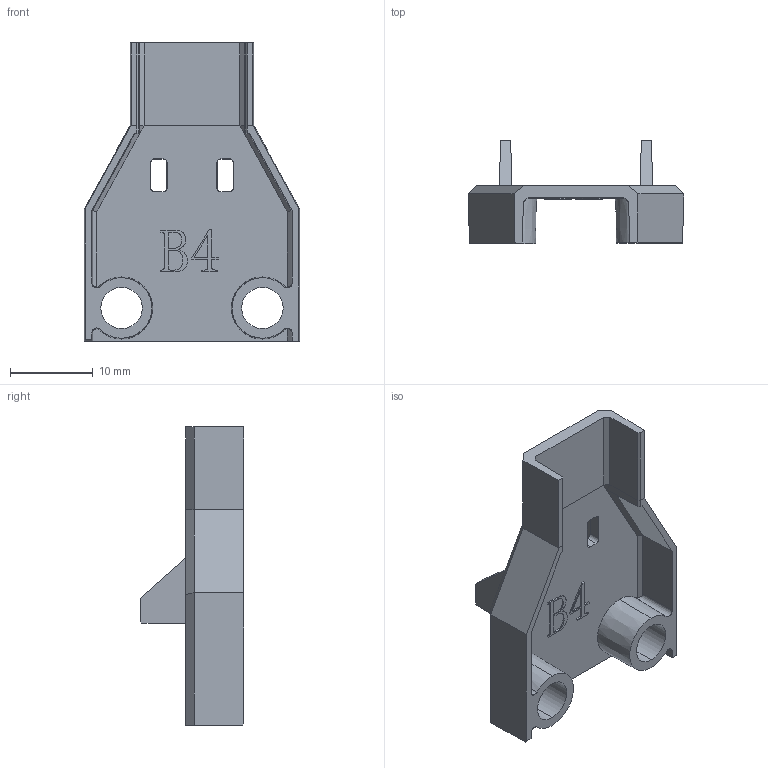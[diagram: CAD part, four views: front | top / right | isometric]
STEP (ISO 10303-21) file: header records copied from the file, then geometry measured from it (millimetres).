
FILE_DESCRIPTION (( 'STEP AP214' ), '1' );
FILE_NAME ('JXHSV06-01009-d Hot Bed Wire Fixing Cover.step', '2023-06-08T06:45:52', ( '微软用户' ), ( '微软中国' ), 'SwSTEP 2.0', 'SolidWorks 2020', '' );
FILE_SCHEMA (( 'AUTOMOTIVE_DESIGN' ));
Length unit declared in the file: millimetre
Products named in the file (1): JXHSV06-01009-d Hot Bed Wire Fixing Cover
Bounding box: 25.97 x 12.5 x 36 mm (x, y, z)
Volume: 1766.4 mm3; surface area: 2977 mm2
Topology: 2 solids, 2 shells, 143 faces, 392 edges, 260 vertices
Faces by surface type: plane 105, cone 20, bspline 14, cylinder 4
Entity records: 5576 total; most frequent: CARTESIAN_POINT 1590, ORIENTED_EDGE 784, DIRECTION 667, EDGE_CURVE 392, VECTOR 313, LINE 313, VERTEX_POINT 260, AXIS2_PLACEMENT_3D 177
